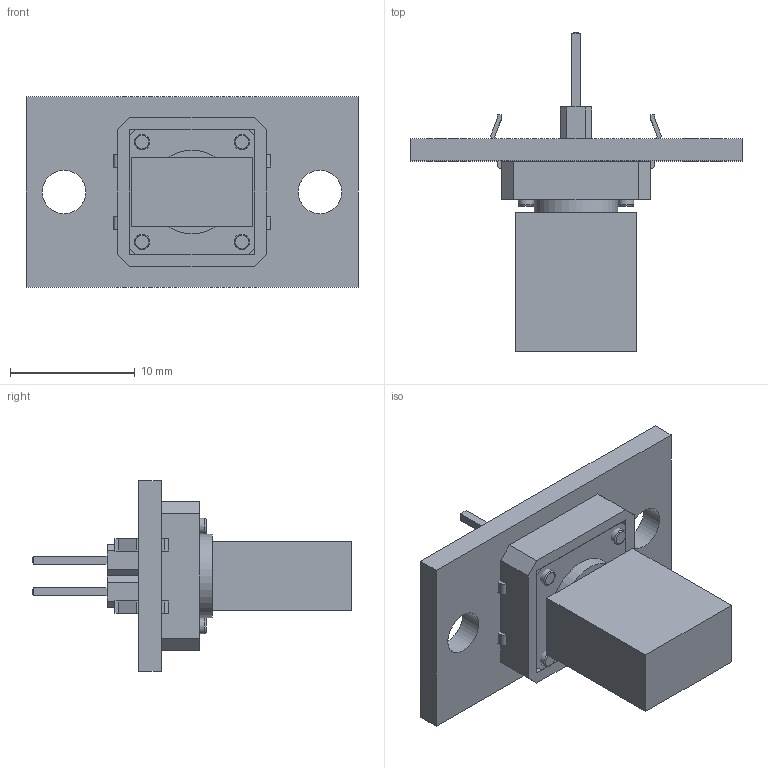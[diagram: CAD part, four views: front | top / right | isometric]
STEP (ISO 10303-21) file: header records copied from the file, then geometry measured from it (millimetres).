
FILE_DESCRIPTION(/* description */ (''),/* implementation_level */ '2;1');
FILE_NAME(/* name */ 'PropWashPCB v3.step',/* time_stamp */ '2023-04-03T22:03:22-06:00',/* author */ (''),/* organization */ (''),/* preprocessor_version */ 'ST-DEVELOPER v19.2',/* originating_system */ 'Autodesk Translation Framework v11.17.0.187',/* authorisation */ '');
FILE_SCHEMA (('AUTOMOTIVE_DESIGN { 1 0 10303 214 3 1 1 }'));
Length unit declared in the file: millimetre
Products named in the file (5): PropWashPCB; 12mm Push Button v1; PCB; Header 2 pins; Button
Assembly tree (4 placements, depth 2):
  PropWashPCB
    12mm Push Button v1
    PCB
    Header 2 pins
    Button
Bounding box: 26.6 x 25.62 x 15.3 mm (x, y, z)
Volume: 1856.4 mm3; surface area: 2355.5 mm2
Topology: 11 solids, 11 shells, 195 faces, 455 edges, 298 vertices
Faces by surface type: plane 178, cylinder 13, torus 4
Full cylindrical faces by diameter (mm): 1.25 x4, 2.4 x1, 3.5 x2, 6.7 x2
Entity records: 5709 total; most frequent: CARTESIAN_POINT 957, ORIENTED_EDGE 910, DIRECTION 901, EDGE_CURVE 455, LINE 417, VECTOR 417, VERTEX_POINT 298, AXIS2_PLACEMENT_3D 242
